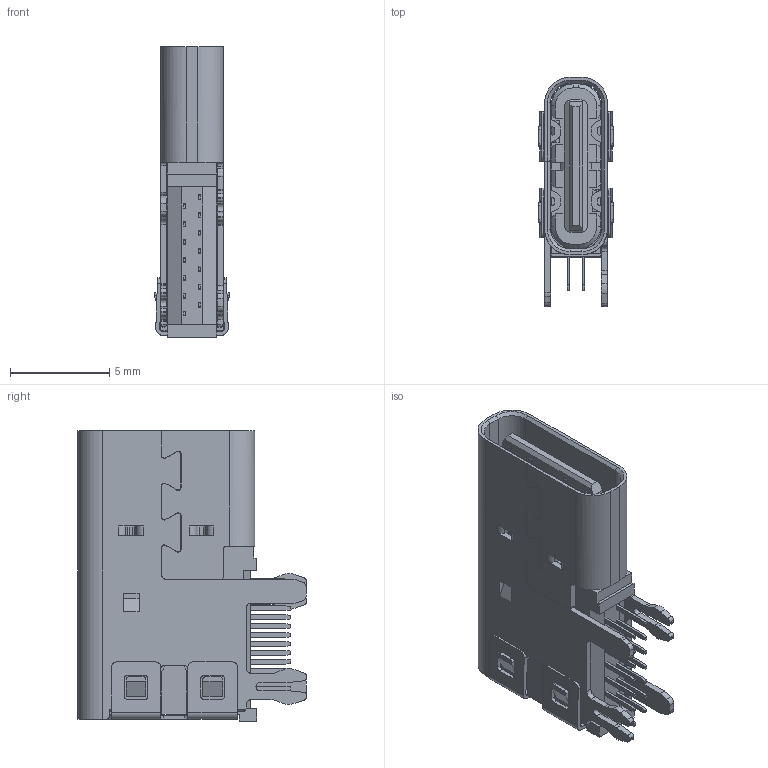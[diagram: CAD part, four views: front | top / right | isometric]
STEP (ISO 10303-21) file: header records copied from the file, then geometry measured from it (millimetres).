
FILE_DESCRIPTION (( 'STEP AP214' ), '1' );
FILE_NAME ('12402054M611A.STEP', '2023-05-15T10:14:54', ( '' ), ( '' ), 'SwSTEP 2.0', 'SolidWorks 2021', '' );
FILE_SCHEMA (( 'AUTOMOTIVE_DESIGN' ));
Length unit declared in the file: millimetre
Products named in the file (1): 12402054M611A
Bounding box: 3.76 x 11.54 x 14.65 mm (x, y, z)
Volume: 279.5 mm3; surface area: 1187.5 mm2
Topology: 1 solids, 9 shells, 1151 faces, 3176 edges, 2059 vertices
Faces by surface type: plane 898, cylinder 232, cone 18, bspline 3
Entity records: 36539 total; most frequent: CARTESIAN_POINT 6941, ORIENTED_EDGE 6352, DIRECTION 5802, EDGE_CURVE 3176, VECTOR 2628, LINE 2628, VERTEX_POINT 2059, AXIS2_PLACEMENT_3D 1587
